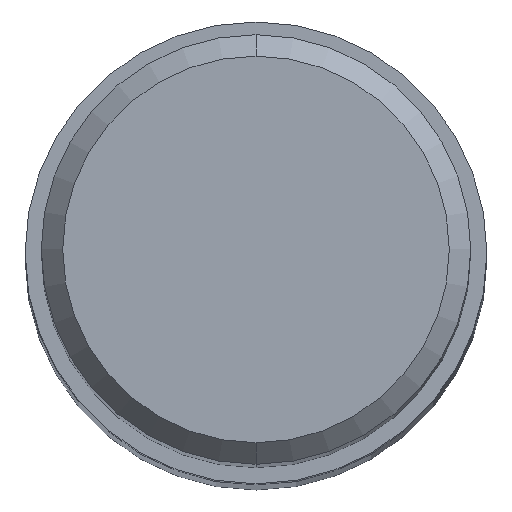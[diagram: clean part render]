
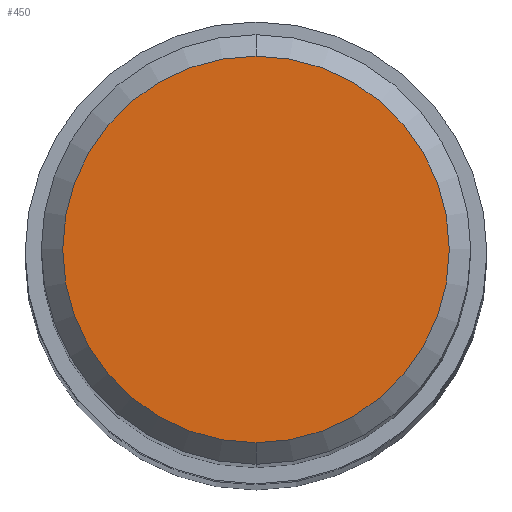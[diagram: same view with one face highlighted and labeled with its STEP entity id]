
A CAD part, top view. The second image highlights one B-rep face of the part: STEP entity #450.
In plain terms, the highlighted planar face has unit normal (0, 0, 1).
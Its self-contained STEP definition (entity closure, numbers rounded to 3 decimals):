
#214=VERTEX_POINT('',#518);
#272=EDGE_CURVE('',#304,#214,#582,.T.);
#304=VERTEX_POINT('',#616);
#344=EDGE_CURVE('',#214,#304,#662,.T.);
#450=ADVANCED_FACE('',(#779),#780,.T.);
#518=CARTESIAN_POINT('',(0.0,5.4,0.0));
#582=CIRCLE('',#1025,5.4);
#616=CARTESIAN_POINT('',(0.,-5.4,0.0));
#662=CIRCLE('',#1177,5.4);
#779=FACE_OUTER_BOUND('',#1449,.T.);
#780=PLANE('',#1450);
#1025=AXIS2_PLACEMENT_3D('',#1609,#1610,#1611);
#1177=AXIS2_PLACEMENT_3D('',#1690,#1691,#1692);
#1449=EDGE_LOOP('',(#1821,#1822));
#1450=AXIS2_PLACEMENT_3D('',#1823,#1824,#1825);
#1609=CARTESIAN_POINT('',(0.0,0.0,0.0));
#1610=DIRECTION('',(0.0,0.0,-1.0));
#1611=DIRECTION('',(0.0,1.0,0.0));
#1690=CARTESIAN_POINT('',(0.0,0.0,0.0));
#1691=DIRECTION('',(0.0,0.0,-1.0));
#1692=DIRECTION('',(0.0,1.0,0.0));
#1821=ORIENTED_EDGE('',*,*,#344,.F.);
#1822=ORIENTED_EDGE('',*,*,#272,.F.);
#1823=CARTESIAN_POINT('',(0.0,2.7,0.0));
#1824=DIRECTION('',(-0.0,0.0,1.0));
#1825=DIRECTION('',(0.0,-1.0,0.0));
